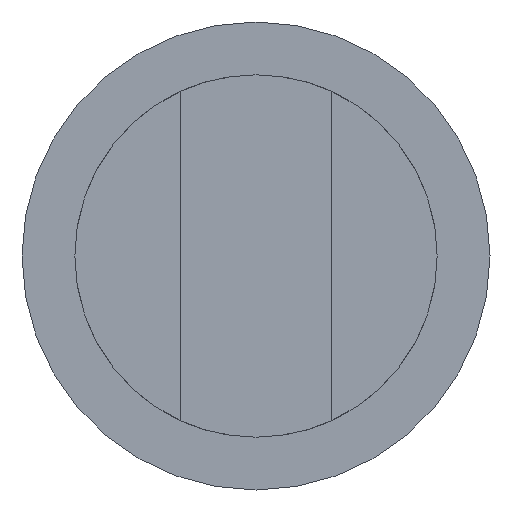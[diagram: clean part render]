
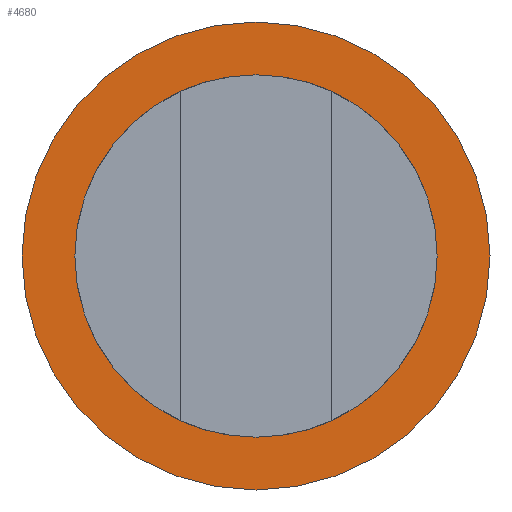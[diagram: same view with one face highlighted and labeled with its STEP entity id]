
A CAD part, front view. The second image highlights one B-rep face of the part: STEP entity #4680.
In plain terms, the highlighted planar face has unit normal (0, -1, 0).
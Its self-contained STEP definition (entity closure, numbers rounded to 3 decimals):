
#301 = EDGE_CURVE ( 'NONE', #2069, #2802, #6297, .T. ) ;
#559 = DIRECTION ( 'NONE',  ( 0., 0., -1. ) ) ;
#618 = DIRECTION ( 'NONE',  ( 0., 1., 0. ) ) ;
#626 = CARTESIAN_POINT ( 'NONE',  ( 0., 0., 0. ) ) ;
#679 = EDGE_LOOP ( 'NONE', ( #4140, #1206 ) ) ;
#741 = EDGE_CURVE ( 'NONE', #6378, #1211, #7521, .T. ) ;
#1027 = FACE_BOUND ( 'NONE', #679, .T. ) ;
#1158 = FACE_OUTER_BOUND ( 'NONE', #6758, .T. ) ;
#1206 = ORIENTED_EDGE ( 'NONE', *, *, #741, .F. ) ;
#1211 = VERTEX_POINT ( 'NONE', #1524 ) ;
#1326 = AXIS2_PLACEMENT_3D ( 'NONE', #2662, #2657, #2651 ) ;
#1413 = CARTESIAN_POINT ( 'NONE',  ( 0., 0., 15.5 ) ) ;
#1524 = CARTESIAN_POINT ( 'NONE',  ( 0., 0., 12. ) ) ;
#1757 = ORIENTED_EDGE ( 'NONE', *, *, #301, .F. ) ;
#1838 = CIRCLE ( 'NONE', #7286, 15.5 ) ;
#2069 = VERTEX_POINT ( 'NONE', #4321 ) ;
#2150 = AXIS2_PLACEMENT_3D ( 'NONE', #2432, #2325, #2233 ) ;
#2233 = DIRECTION ( 'NONE',  ( 0., 0., 1. ) ) ;
#2268 = AXIS2_PLACEMENT_3D ( 'NONE', #5219, #5216, #5203 ) ;
#2325 = DIRECTION ( 'NONE',  ( 0., -1., 0. ) ) ;
#2432 = CARTESIAN_POINT ( 'NONE',  ( 0., 0., 0. ) ) ;
#2651 = DIRECTION ( 'NONE',  ( 0., 0., 1. ) ) ;
#2657 = DIRECTION ( 'NONE',  ( 0., -1., 0. ) ) ;
#2662 = CARTESIAN_POINT ( 'NONE',  ( 0., 0., 0. ) ) ;
#2670 = EDGE_CURVE ( 'NONE', #1211, #6378, #7563, .T. ) ;
#2802 = VERTEX_POINT ( 'NONE', #1413 ) ;
#3979 = EDGE_CURVE ( 'NONE', #2802, #2069, #1838, .T. ) ;
#4140 = ORIENTED_EDGE ( 'NONE', *, *, #2670, .F. ) ;
#4321 = CARTESIAN_POINT ( 'NONE',  ( 0., 0., -15.5 ) ) ;
#4680 = ADVANCED_FACE ( 'NONE', ( #1027, #1158 ), #5251, .F. ) ;
#4974 = CARTESIAN_POINT ( 'NONE',  ( 0., 0., -12. ) ) ;
#5162 = AXIS2_PLACEMENT_3D ( 'NONE', #5348, #5234, #5222 ) ;
#5203 = DIRECTION ( 'NONE',  ( 0., 0., -1. ) ) ;
#5216 = DIRECTION ( 'NONE',  ( 0., 1., 0. ) ) ;
#5219 = CARTESIAN_POINT ( 'NONE',  ( 0., 0., 0. ) ) ;
#5222 = DIRECTION ( 'NONE',  ( 0., 0., 1. ) ) ;
#5234 = DIRECTION ( 'NONE',  ( 0., 1., 0. ) ) ;
#5251 = PLANE ( 'NONE',  #5162 ) ;
#5348 = CARTESIAN_POINT ( 'NONE',  ( 0., 0., 0. ) ) ;
#6297 = CIRCLE ( 'NONE', #2268, 15.5 ) ;
#6378 = VERTEX_POINT ( 'NONE', #4974 ) ;
#6409 = ORIENTED_EDGE ( 'NONE', *, *, #3979, .F. ) ;
#6758 = EDGE_LOOP ( 'NONE', ( #1757, #6409 ) ) ;
#7286 = AXIS2_PLACEMENT_3D ( 'NONE', #626, #618, #559 ) ;
#7521 = CIRCLE ( 'NONE', #2150, 12. ) ;
#7563 = CIRCLE ( 'NONE', #1326, 12. ) ;
